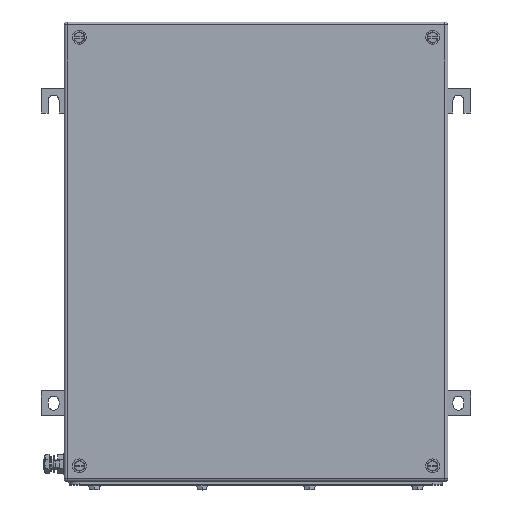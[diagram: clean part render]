
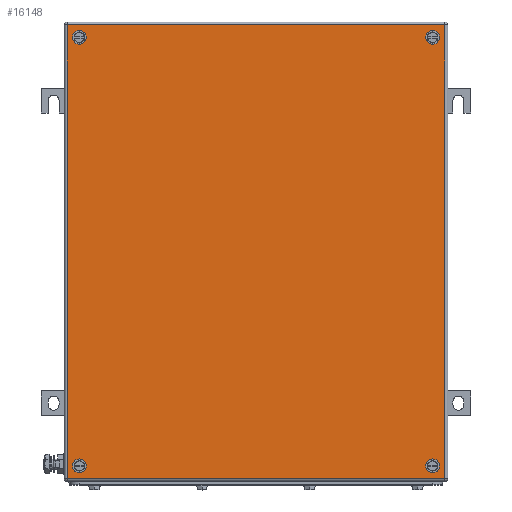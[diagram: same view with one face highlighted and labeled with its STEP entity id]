
A CAD part, top view. The second image highlights one B-rep face of the part: STEP entity #16148.
In plain terms, the highlighted planar face has unit normal (0, 0, 1).
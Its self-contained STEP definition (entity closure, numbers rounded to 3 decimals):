
#16022=AXIS2_PLACEMENT_3D('Circle Axis2P3D',#16020,#16021,$) ;
#16049=AXIS2_PLACEMENT_3D('Plane Axis2P3D',#16046,#16047,#16048) ;
#16087=AXIS2_PLACEMENT_3D('Circle Axis2P3D',#16085,#16086,$) ;
#16096=AXIS2_PLACEMENT_3D('Circle Axis2P3D',#16094,#16095,$) ;
#16105=AXIS2_PLACEMENT_3D('Circle Axis2P3D',#16103,#16104,$) ;
#16114=AXIS2_PLACEMENT_3D('Circle Axis2P3D',#16112,#16113,$) ;
#16123=AXIS2_PLACEMENT_3D('Circle Axis2P3D',#16121,#16122,$) ;
#16132=AXIS2_PLACEMENT_3D('Circle Axis2P3D',#16130,#16131,$) ;
#16141=AXIS2_PLACEMENT_3D('Circle Axis2P3D',#16139,#16140,$) ;
#16017=CARTESIAN_POINT('Vertex',(41.5,456.5,153.5)) ;
#16020=CARTESIAN_POINT('Axis2P3D Location',(38.,456.5,153.5)) ;
#16024=CARTESIAN_POINT('Vertex',(34.5,456.5,153.5)) ;
#16046=CARTESIAN_POINT('Axis2P3D Location',(216.5,240.,153.5)) ;
#16051=CARTESIAN_POINT('Line Origine',(216.5,468.5,153.5)) ;
#16055=CARTESIAN_POINT('Vertex',(407.,468.5,153.5)) ;
#16057=CARTESIAN_POINT('Vertex',(26.,468.5,153.5)) ;
#16060=CARTESIAN_POINT('Line Origine',(26.,240.,153.5)) ;
#16064=CARTESIAN_POINT('Vertex',(26.,11.5,153.5)) ;
#16067=CARTESIAN_POINT('Line Origine',(216.5,11.5,153.5)) ;
#16071=CARTESIAN_POINT('Vertex',(407.,11.5,153.5)) ;
#16074=CARTESIAN_POINT('Line Origine',(407.,240.,153.5)) ;
#16085=CARTESIAN_POINT('Axis2P3D Location',(38.,456.5,153.5)) ;
#16094=CARTESIAN_POINT('Axis2P3D Location',(38.,23.5,153.5)) ;
#16098=CARTESIAN_POINT('Vertex',(34.5,23.5,153.5)) ;
#16100=CARTESIAN_POINT('Vertex',(41.5,23.5,153.5)) ;
#16103=CARTESIAN_POINT('Axis2P3D Location',(38.,23.5,153.5)) ;
#16112=CARTESIAN_POINT('Axis2P3D Location',(395.,23.5,153.5)) ;
#16116=CARTESIAN_POINT('Vertex',(398.5,23.5,153.5)) ;
#16118=CARTESIAN_POINT('Vertex',(391.5,23.5,153.5)) ;
#16121=CARTESIAN_POINT('Axis2P3D Location',(395.,23.5,153.5)) ;
#16130=CARTESIAN_POINT('Axis2P3D Location',(395.,456.5,153.5)) ;
#16134=CARTESIAN_POINT('Vertex',(398.5,456.5,153.5)) ;
#16136=CARTESIAN_POINT('Vertex',(391.5,456.5,153.5)) ;
#16139=CARTESIAN_POINT('Axis2P3D Location',(395.,456.5,153.5)) ;
#16021=DIRECTION('Axis2P3D Direction',(0.,0.,1.)) ;
#16047=DIRECTION('Axis2P3D Direction',(0.,0.,1.)) ;
#16048=DIRECTION('Axis2P3D XDirection',(1.,0.,0.)) ;
#16052=DIRECTION('Vector Direction',(1.,0.,0.)) ;
#16061=DIRECTION('Vector Direction',(0.,-1.,0.)) ;
#16068=DIRECTION('Vector Direction',(1.,0.,0.)) ;
#16075=DIRECTION('Vector Direction',(0.,1.,0.)) ;
#16086=DIRECTION('Axis2P3D Direction',(0.,0.,1.)) ;
#16095=DIRECTION('Axis2P3D Direction',(0.,0.,1.)) ;
#16104=DIRECTION('Axis2P3D Direction',(0.,0.,1.)) ;
#16113=DIRECTION('Axis2P3D Direction',(0.,0.,1.)) ;
#16122=DIRECTION('Axis2P3D Direction',(0.,0.,1.)) ;
#16131=DIRECTION('Axis2P3D Direction',(0.,0.,1.)) ;
#16140=DIRECTION('Axis2P3D Direction',(0.,0.,1.)) ;
#16053=VECTOR('Line Direction',#16052,1.) ;
#16062=VECTOR('Line Direction',#16061,1.) ;
#16069=VECTOR('Line Direction',#16068,1.) ;
#16076=VECTOR('Line Direction',#16075,1.) ;
#16080=ORIENTED_EDGE('',*,*,#16059,.T.) ;
#16081=ORIENTED_EDGE('',*,*,#16066,.T.) ;
#16082=ORIENTED_EDGE('',*,*,#16073,.T.) ;
#16083=ORIENTED_EDGE('',*,*,#16078,.T.) ;
#16091=ORIENTED_EDGE('',*,*,#16089,.F.) ;
#16092=ORIENTED_EDGE('',*,*,#16026,.F.) ;
#16109=ORIENTED_EDGE('',*,*,#16102,.F.) ;
#16110=ORIENTED_EDGE('',*,*,#16107,.F.) ;
#16127=ORIENTED_EDGE('',*,*,#16120,.F.) ;
#16128=ORIENTED_EDGE('',*,*,#16125,.F.) ;
#16145=ORIENTED_EDGE('',*,*,#16138,.F.) ;
#16146=ORIENTED_EDGE('',*,*,#16143,.F.) ;
#16093=FACE_BOUND('',#16090,.T.) ;
#16111=FACE_BOUND('',#16108,.T.) ;
#16129=FACE_BOUND('',#16126,.T.) ;
#16147=FACE_BOUND('',#16144,.T.) ;
#16148=ADVANCED_FACE('ZUB_KTB_FS_453815_1GP_AllCATPart.2\\ZUB_DE_KTB_FS.1\\DE_KTB_MH_PART_MASTER.1\\Koerper.2',(#16084,#16093,#16111,#16129,#16147),#16050,.T.) ;
#16023=CIRCLE('generated circle',#16022,3.5) ;
#16088=CIRCLE('generated circle',#16087,3.5) ;
#16097=CIRCLE('generated circle',#16096,3.5) ;
#16106=CIRCLE('generated circle',#16105,3.5) ;
#16115=CIRCLE('generated circle',#16114,3.5) ;
#16124=CIRCLE('generated circle',#16123,3.5) ;
#16133=CIRCLE('generated circle',#16132,3.5) ;
#16142=CIRCLE('generated circle',#16141,3.5) ;
#16026=EDGE_CURVE('',#16018,#16025,#16023,.T.) ;
#16059=EDGE_CURVE('',#16056,#16058,#16054,.F.) ;
#16066=EDGE_CURVE('',#16058,#16065,#16063,.T.) ;
#16073=EDGE_CURVE('',#16065,#16072,#16070,.T.) ;
#16078=EDGE_CURVE('',#16072,#16056,#16077,.T.) ;
#16089=EDGE_CURVE('',#16025,#16018,#16088,.T.) ;
#16102=EDGE_CURVE('',#16099,#16101,#16097,.T.) ;
#16107=EDGE_CURVE('',#16101,#16099,#16106,.T.) ;
#16120=EDGE_CURVE('',#16117,#16119,#16115,.T.) ;
#16125=EDGE_CURVE('',#16119,#16117,#16124,.T.) ;
#16138=EDGE_CURVE('',#16135,#16137,#16133,.T.) ;
#16143=EDGE_CURVE('',#16137,#16135,#16142,.T.) ;
#16079=EDGE_LOOP('',(#16080,#16081,#16082,#16083)) ;
#16090=EDGE_LOOP('',(#16091,#16092)) ;
#16108=EDGE_LOOP('',(#16109,#16110)) ;
#16126=EDGE_LOOP('',(#16127,#16128)) ;
#16144=EDGE_LOOP('',(#16145,#16146)) ;
#16084=FACE_OUTER_BOUND('',#16079,.T.) ;
#16054=LINE('Line',#16051,#16053) ;
#16063=LINE('Line',#16060,#16062) ;
#16070=LINE('Line',#16067,#16069) ;
#16077=LINE('Line',#16074,#16076) ;
#16050=PLANE('',#16049) ;
#16018=VERTEX_POINT('',#16017) ;
#16025=VERTEX_POINT('',#16024) ;
#16056=VERTEX_POINT('',#16055) ;
#16058=VERTEX_POINT('',#16057) ;
#16065=VERTEX_POINT('',#16064) ;
#16072=VERTEX_POINT('',#16071) ;
#16099=VERTEX_POINT('',#16098) ;
#16101=VERTEX_POINT('',#16100) ;
#16117=VERTEX_POINT('',#16116) ;
#16119=VERTEX_POINT('',#16118) ;
#16135=VERTEX_POINT('',#16134) ;
#16137=VERTEX_POINT('',#16136) ;
